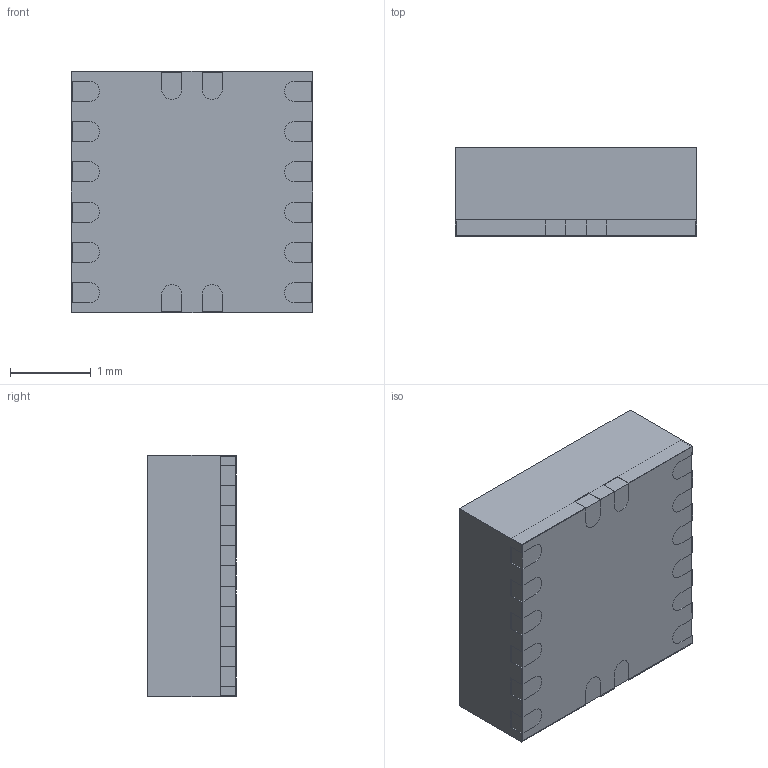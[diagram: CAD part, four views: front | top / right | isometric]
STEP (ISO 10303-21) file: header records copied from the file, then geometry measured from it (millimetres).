
FILE_DESCRIPTION (( 'STEP AP214' ), '1' );
FILE_NAME ('User Library-QFN50P300X300-6x2.STEP', '2020-06-26T16:03:29', ( '' ), ( '' ), 'SwSTEP 2.0', 'SolidWorks 2019', '' );
FILE_SCHEMA (( 'AUTOMOTIVE_DESIGN' ));
Length unit declared in the file: millimetre
Products named in the file (1): User Library-QFN50P300X300-6x2
Bounding box: 3 x 1.1 x 3 mm (x, y, z)
Surface area: 53.2 mm2
Topology: 2 solids, 2 shells, 81 faces, 228 edges, 152 vertices
Faces by surface type: plane 61, cylinder 20
Entity records: 2711 total; most frequent: CARTESIAN_POINT 462, ORIENTED_EDGE 456, DIRECTION 432, EDGE_CURVE 228, LINE 188, VECTOR 188, VERTEX_POINT 152, AXIS2_PLACEMENT_3D 122
